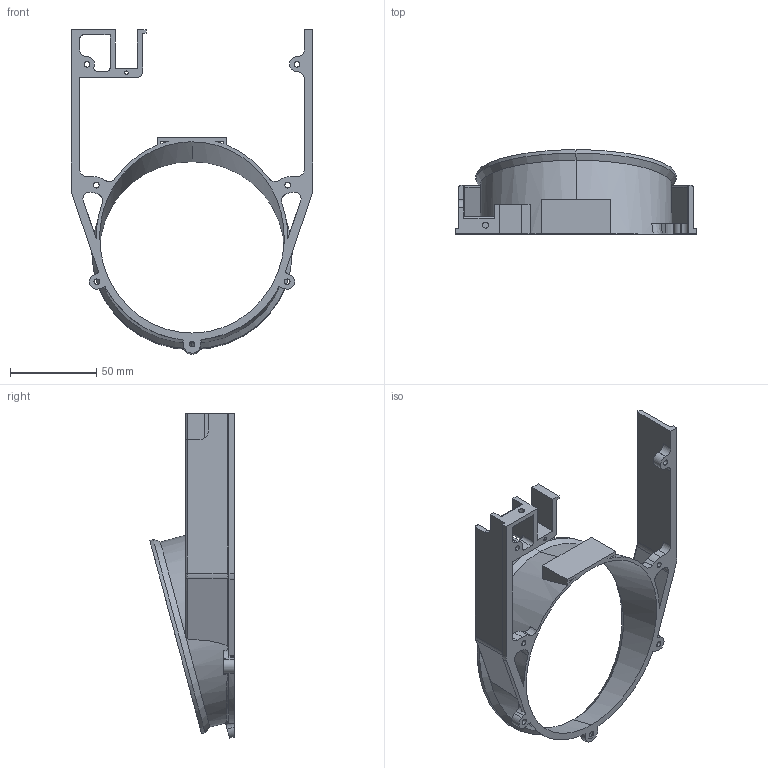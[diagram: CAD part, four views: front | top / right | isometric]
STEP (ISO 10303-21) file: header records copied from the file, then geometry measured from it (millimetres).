
FILE_DESCRIPTION (( 'STEP AP214' ), '1' );
FILE_NAME ('Capot supp V4 -- Support helice.STEP', '2019-07-27T15:02:32', ( '' ), ( '' ), 'SwSTEP 2.0', 'SolidWorks 2017', '' );
FILE_SCHEMA (( 'AUTOMOTIVE_DESIGN' ));
Length unit declared in the file: millimetre
Products named in the file (1): Capot supp V4 -- Support helice
Bounding box: 140 x 48.86 x 188.02 mm (x, y, z)
Volume: 57948.2 mm3; surface area: 49842.7 mm2
Topology: 1 solids, 1 shells, 191 faces, 542 edges, 355 vertices
Faces by surface type: cylinder 87, plane 72, bspline 19, torus 9, cone 4
Entity records: 6919 total; most frequent: CARTESIAN_POINT 2041, ORIENTED_EDGE 1084, DIRECTION 951, EDGE_CURVE 542, VERTEX_POINT 355, AXIS2_PLACEMENT_3D 348, LINE 255, VECTOR 255
